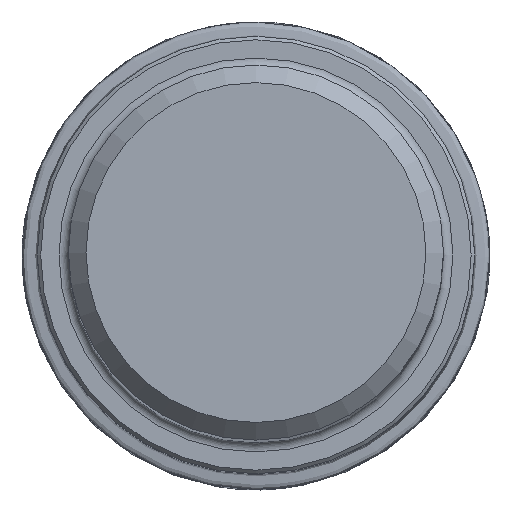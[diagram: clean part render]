
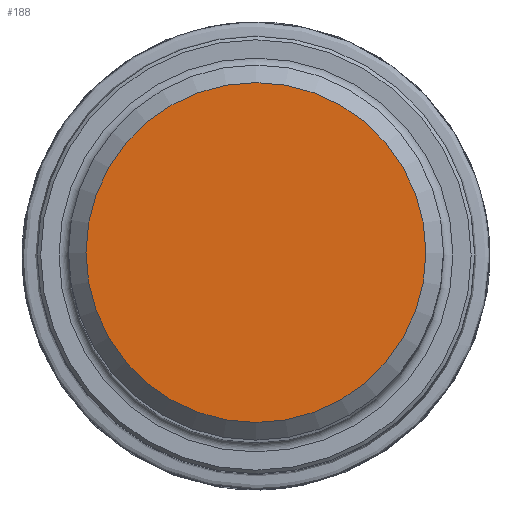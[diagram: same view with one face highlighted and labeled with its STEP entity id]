
A CAD part, top view. The second image highlights one B-rep face of the part: STEP entity #188.
In plain terms, the highlighted planar face has unit normal (0, 0, 1).
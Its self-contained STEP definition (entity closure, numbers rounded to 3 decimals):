
#188=ADVANCED_FACE('CU_SU3',(#198),#196,.F.);
#196=PLANE('',#528);
#198=FACE_OUTER_BOUND('',#244,.T.);
#244=EDGE_LOOP('',(#292));
#292=ORIENTED_EDGE('',*,*,#343,.F.);
#318=VERTEX_POINT('',#750);
#343=EDGE_CURVE('',#318,#318,#367,.T.);
#367=CIRCLE('',#527,14.5);
#527=AXIS2_PLACEMENT_3D('',#749,#646,#647);
#528=AXIS2_PLACEMENT_3D('',#751,#648,#649);
#646=DIRECTION('',(0.,0.,-1.));
#647=DIRECTION('',(-1.,0.,0.));
#648=DIRECTION('',(0.,0.,-1.));
#649=DIRECTION('',(-1.,0.,0.));
#749=CARTESIAN_POINT('',(0.,0.,0.));
#750=CARTESIAN_POINT('',(-14.5,0.,0.));
#751=CARTESIAN_POINT('',(0.,0.,0.));
